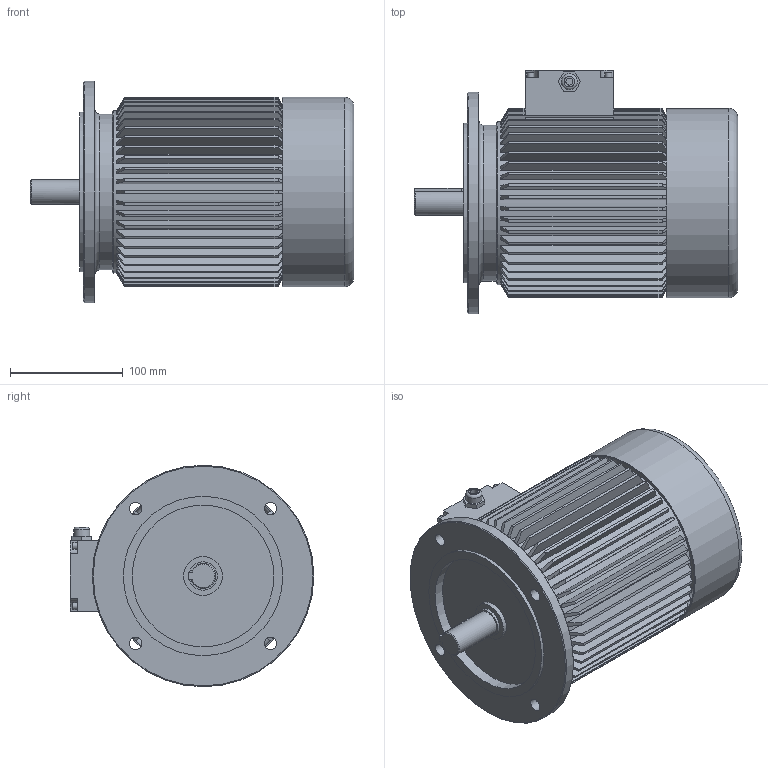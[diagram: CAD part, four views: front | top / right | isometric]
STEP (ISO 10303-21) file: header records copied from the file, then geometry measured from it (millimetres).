
FILE_DESCRIPTION(/* description */ ('STEP AP242','CAx-IF Rec.Pracs.---Representation and Presentation of Product Manufacturing Information (PMI)---4.0---2014-10-13','CAx-IF Rec.Pracs.---3D Tessellated Geometry---0.4---2014-09-14','2;1'),/* implementation_level */ '2;1');
FILE_NAME(/* name */ '67560876aebe490a25a8cb4c',/* time_stamp */ '2024-12-08T20:58:31Z',/* author */ (''),/* organization */ (''),/* preprocessor_version */ 'ST-DEVELOPER v20',/* originating_system */ 'ONSHAPE BY PTC INC, 1.190',/* authorisation */ ' ');
FILE_SCHEMA (('AP242_MANAGED_MODEL_BASED_3D_ENGINEERING_MIM_LF { 1 0 10303 442 1 1 4 }'));
Length unit declared in the file: metre
Products named in the file (1): 3KB112Sa(2.2KW)
Bounding box: 286.82 x 216.1 x 196.45 mm (x, y, z)
Volume: 3607730.2 mm3; surface area: 429409.1 mm2
Topology: 1 solids, 1 shells, 372 faces, 911 edges, 606 vertices
Faces by surface type: plane 183, cone 104, cylinder 81, torus 4
Full cylindrical faces by diameter (mm): 2.357 x1, 6.287 x5, 11.001 x4, 14.145 x1, 22.003 x1, 25.146 x1, 34.576 x1, 125.73 x1, 138.303 x1, 141.447 x1, 144.59 x1, 165.606 x1, 167.964 x1, 196.453 x1
Entity records: 11439 total; most frequent: CARTESIAN_POINT 2460, ORIENTED_EDGE 1758, DIRECTION 1715, EDGE_CURVE 879, AXIS2_PLACEMENT_3D 664, VERTEX_POINT 602, EDGE_LOOP 473, FACE_BOUND 473
